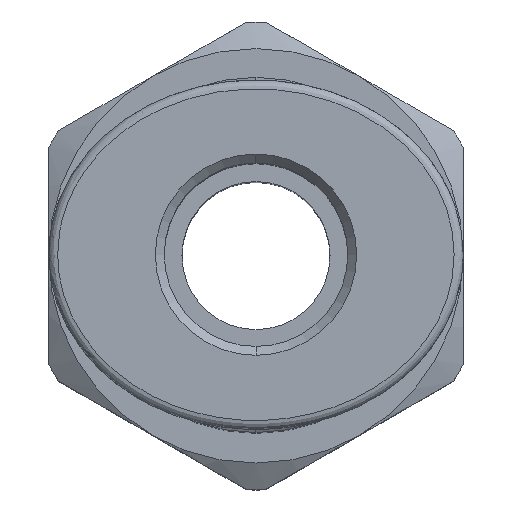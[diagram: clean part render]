
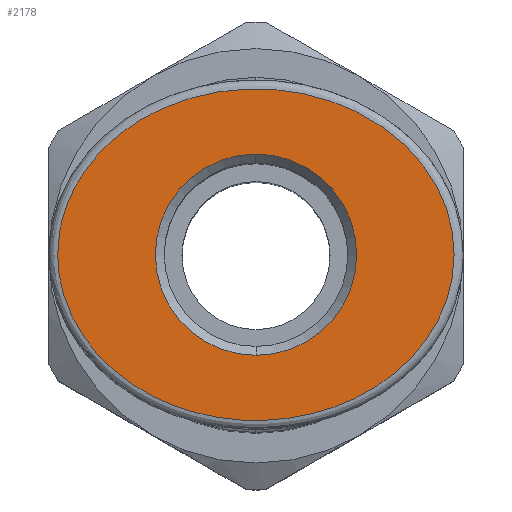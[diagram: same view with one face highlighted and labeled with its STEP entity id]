
A CAD part, top view. The second image highlights one B-rep face of the part: STEP entity #2178.
In plain terms, the highlighted planar face has unit normal (0, 0, 1).
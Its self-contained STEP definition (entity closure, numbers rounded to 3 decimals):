
#2056=CARTESIAN_POINT('',(9.063,2.421,5.0));
#2057=VERTEX_POINT('',#2056);
#2064=CARTESIAN_POINT('',(2.263,2.421,5.0));
#2065=VERTEX_POINT('',#2064);
#2066=CARTESIAN_POINT('',(5.663,2.421,5.0));
#2067=DIRECTION('',(0.0,0.0,1.0));
#2068=DIRECTION('',(1.0,0.0,0.0));
#2069=AXIS2_PLACEMENT_3D('',#2066,#2067,#2068);
#2070=CIRCLE('',#2069,3.4);
#2071=EDGE_CURVE('',#2057,#2065,#2070,.T.);
#2097=CARTESIAN_POINT('',(5.663,2.421,5.0));
#2098=DIRECTION('',(0.0,0.0,1.0));
#2099=DIRECTION('',(1.0,0.0,0.0));
#2100=AXIS2_PLACEMENT_3D('',#2097,#2098,#2099);
#2101=CIRCLE('',#2100,3.4);
#2102=EDGE_CURVE('',#2065,#2057,#2101,.T.);
#2125=CARTESIAN_POINT('',(5.663,9.421,5.0));
#2126=DIRECTION('',(0.0,0.0,1.0));
#2127=DIRECTION('',(1.0,0.0,0.0));
#2128=AXIS2_PLACEMENT_3D('',#2125,#2126,#2127);
#2129=PLANE('',#2128);
#2130=CARTESIAN_POINT('',(5.663,9.121,5.0));
#2131=VERTEX_POINT('',#2130);
#2132=CARTESIAN_POINT('',(5.663,9.121,5.0));
#2133=CARTESIAN_POINT('',(6.131,9.121,5.0));
#2134=CARTESIAN_POINT('',(6.604,9.049,5.0));
#2135=CARTESIAN_POINT('',(7.054,8.91,5.0));
#2136=CARTESIAN_POINT('',(7.684,8.717,5.0));
#2137=CARTESIAN_POINT('',(8.27,8.396,5.0));
#2138=CARTESIAN_POINT('',(8.783,7.983,5.0));
#2139=CARTESIAN_POINT('',(9.492,7.414,5.0));
#2140=CARTESIAN_POINT('',(10.059,6.676,5.0));
#2141=CARTESIAN_POINT('',(10.464,5.868,5.0));
#2142=CARTESIAN_POINT('',(10.995,4.811,5.0));
#2143=CARTESIAN_POINT('',(11.262,3.619,5.0));
#2144=CARTESIAN_POINT('',(11.263,2.431,5.0));
#2145=CARTESIAN_POINT('',(11.265,1.139,5.0));
#2146=CARTESIAN_POINT('',(10.956,-0.156,5.0));
#2147=CARTESIAN_POINT('',(10.326,-1.289,5.0));
#2148=CARTESIAN_POINT('',(9.656,-2.493,5.0));
#2149=CARTESIAN_POINT('',(8.611,-3.499,5.0));
#2150=CARTESIAN_POINT('',(7.322,-3.978,5.0));
#2151=CARTESIAN_POINT('',(6.13,-4.421,5.0));
#2152=CARTESIAN_POINT('',(4.771,-4.357,5.0));
#2153=CARTESIAN_POINT('',(3.622,-3.818,5.0));
#2154=CARTESIAN_POINT('',(2.57,-3.325,5.0));
#2155=CARTESIAN_POINT('',(1.705,-2.471,5.0));
#2156=CARTESIAN_POINT('',(1.111,-1.479,5.0));
#2157=CARTESIAN_POINT('',(0.41,-0.309,5.0));
#2158=CARTESIAN_POINT('',(0.061,1.063,5.0));
#2159=CARTESIAN_POINT('',(0.063,2.435,5.0));
#2160=CARTESIAN_POINT('',(0.066,3.825,5.0));
#2161=CARTESIAN_POINT('',(0.43,5.218,5.0));
#2162=CARTESIAN_POINT('',(1.157,6.397,5.0));
#2163=CARTESIAN_POINT('',(1.882,7.571,5.0));
#2164=CARTESIAN_POINT('',(3.,8.533,5.0));
#2165=CARTESIAN_POINT('',(4.317,8.924,5.0));
#2166=CARTESIAN_POINT('',(4.752,9.053,5.0));
#2167=CARTESIAN_POINT('',(5.21,9.121,5.0));
#2168=CARTESIAN_POINT('',(5.663,9.121,5.0));
#2169=B_SPLINE_CURVE_WITH_KNOTS('',3,(#2132,#2133,#2134,#2135,#2136,#2137,#2138,#2139,#2140,#2141,#2142,#2143,#2144,#2145,#2146,#2147,#2148,#2149,#2150,#2151,#2152,#2153,#2154,#2155,#2156,#2157,#2158,#2159,#2160,#2161,#2162,#2163,#2164,#2165,#2166,#2167,#2168),.UNSPECIFIED.,.T.,.U.,(4,3,3,3,3,3,3,3,3,3,3,3,4),(0.0,0.229,0.549,0.991,1.57,2.198,2.866,3.483,4.048,4.714,5.389,6.061,6.283),.UNSPECIFIED.);
#2170=EDGE_CURVE('',#2131,#2131,#2169,.T.);
#2171=ORIENTED_EDGE('',*,*,#2170,.F.);
#2172=EDGE_LOOP('',(#2171));
#2173=FACE_OUTER_BOUND('',#2172,.T.);
#2174=ORIENTED_EDGE('',*,*,#2102,.F.);
#2175=ORIENTED_EDGE('',*,*,#2071,.F.);
#2176=EDGE_LOOP('',(#2174,#2175));
#2177=FACE_BOUND('',#2176,.T.);
#2178=ADVANCED_FACE('',(#2173,#2177),#2129,.T.);
